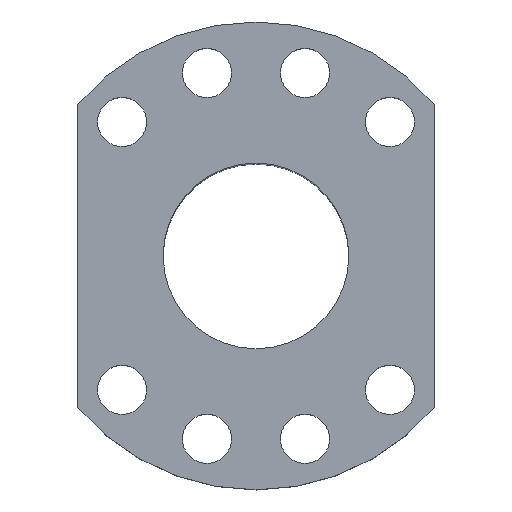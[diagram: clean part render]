
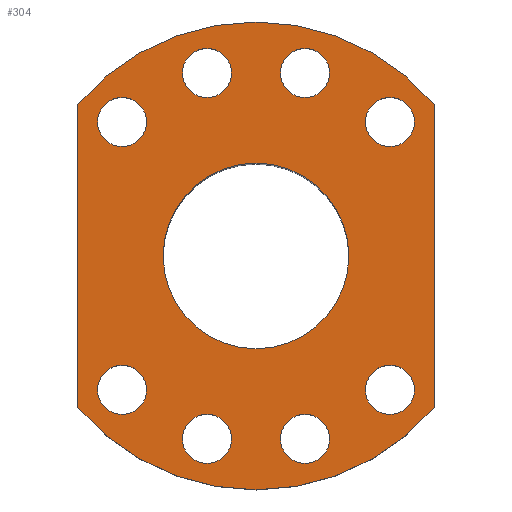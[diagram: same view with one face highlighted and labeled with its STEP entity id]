
A CAD part, top view. The second image highlights one B-rep face of the part: STEP entity #304.
In plain terms, the highlighted planar face has unit normal (0, 0, 1).
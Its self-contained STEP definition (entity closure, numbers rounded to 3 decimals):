
#16=LINE('',#484,#24);
#22=LINE('',#496,#30);
#24=VECTOR('',#395,10.);
#30=VECTOR('',#403,10.);
#35=PLANE('',#365);
#56=FACE_BOUND('',#119,.T.);
#57=FACE_BOUND('',#120,.T.);
#58=FACE_BOUND('',#121,.T.);
#59=FACE_BOUND('',#122,.T.);
#60=FACE_BOUND('',#123,.T.);
#61=FACE_BOUND('',#124,.T.);
#62=FACE_BOUND('',#125,.T.);
#63=FACE_BOUND('',#126,.T.);
#64=FACE_BOUND('',#127,.T.);
#81=FACE_OUTER_BOUND('',#118,.T.);
#118=EDGE_LOOP('',(#263,#264,#265,#266));
#119=EDGE_LOOP('',(#267));
#120=EDGE_LOOP('',(#268));
#121=EDGE_LOOP('',(#269));
#122=EDGE_LOOP('',(#270));
#123=EDGE_LOOP('',(#271));
#124=EDGE_LOOP('',(#272));
#125=EDGE_LOOP('',(#273));
#126=EDGE_LOOP('',(#274));
#127=EDGE_LOOP('',(#275));
#129=CIRCLE('',#327,3.3);
#131=CIRCLE('',#330,3.3);
#133=CIRCLE('',#333,3.3);
#135=CIRCLE('',#336,3.3);
#137=CIRCLE('',#341,3.3);
#139=CIRCLE('',#344,3.3);
#141=CIRCLE('',#347,3.3);
#143=CIRCLE('',#350,3.3);
#144=CIRCLE('',#352,31.5);
#147=CIRCLE('',#356,31.5);
#151=CIRCLE('',#364,12.5);
#153=VERTEX_POINT('',#462);
#155=VERTEX_POINT('',#467);
#157=VERTEX_POINT('',#472);
#159=VERTEX_POINT('',#477);
#160=VERTEX_POINT('',#480);
#162=VERTEX_POINT('',#483);
#165=VERTEX_POINT('',#490);
#167=VERTEX_POINT('',#494);
#169=VERTEX_POINT('',#500);
#171=VERTEX_POINT('',#505);
#173=VERTEX_POINT('',#510);
#175=VERTEX_POINT('',#515);
#179=VERTEX_POINT('',#533);
#181=EDGE_CURVE('',#153,#153,#129,.T.);
#183=EDGE_CURVE('',#155,#155,#131,.T.);
#185=EDGE_CURVE('',#157,#157,#133,.T.);
#187=EDGE_CURVE('',#159,#159,#135,.T.);
#189=EDGE_CURVE('',#162,#160,#16,.T.);
#195=EDGE_CURVE('',#165,#167,#22,.T.);
#197=EDGE_CURVE('',#169,#169,#137,.T.);
#199=EDGE_CURVE('',#171,#171,#139,.T.);
#201=EDGE_CURVE('',#173,#173,#141,.T.);
#203=EDGE_CURVE('',#175,#175,#143,.T.);
#204=EDGE_CURVE('',#167,#162,#144,.T.);
#207=EDGE_CURVE('',#160,#165,#147,.T.);
#211=EDGE_CURVE('',#179,#179,#151,.T.);
#263=ORIENTED_EDGE('',*,*,#189,.T.);
#264=ORIENTED_EDGE('',*,*,#207,.T.);
#265=ORIENTED_EDGE('',*,*,#195,.T.);
#266=ORIENTED_EDGE('',*,*,#204,.T.);
#267=ORIENTED_EDGE('',*,*,#181,.T.);
#268=ORIENTED_EDGE('',*,*,#183,.T.);
#269=ORIENTED_EDGE('',*,*,#185,.T.);
#270=ORIENTED_EDGE('',*,*,#187,.T.);
#271=ORIENTED_EDGE('',*,*,#197,.T.);
#272=ORIENTED_EDGE('',*,*,#199,.T.);
#273=ORIENTED_EDGE('',*,*,#201,.T.);
#274=ORIENTED_EDGE('',*,*,#203,.T.);
#275=ORIENTED_EDGE('',*,*,#211,.T.);
#304=ADVANCED_FACE('',(#81,#56,#57,#58,#59,#60,#61,#62,#63,#64),#35,.T.);
#327=AXIS2_PLACEMENT_3D('',#463,#372,#373);
#330=AXIS2_PLACEMENT_3D('',#468,#378,#379);
#333=AXIS2_PLACEMENT_3D('',#473,#384,#385);
#336=AXIS2_PLACEMENT_3D('',#478,#390,#391);
#341=AXIS2_PLACEMENT_3D('',#501,#408,#409);
#344=AXIS2_PLACEMENT_3D('',#506,#414,#415);
#347=AXIS2_PLACEMENT_3D('',#511,#420,#421);
#350=AXIS2_PLACEMENT_3D('',#516,#426,#427);
#352=AXIS2_PLACEMENT_3D('',#518,#430,#431);
#356=AXIS2_PLACEMENT_3D('',#522,#438,#439);
#364=AXIS2_PLACEMENT_3D('',#534,#454,#455);
#365=AXIS2_PLACEMENT_3D('',#535,#456,#457);
#372=DIRECTION('center_axis',(0.,0.,-1.));
#373=DIRECTION('ref_axis',(-1.,0.,0.));
#378=DIRECTION('center_axis',(0.,0.,-1.));
#379=DIRECTION('ref_axis',(-1.,0.,0.));
#384=DIRECTION('center_axis',(0.,0.,-1.));
#385=DIRECTION('ref_axis',(-1.,0.,0.));
#390=DIRECTION('center_axis',(0.,0.,-1.));
#391=DIRECTION('ref_axis',(-1.,0.,0.));
#395=DIRECTION('',(0.,-1.,0.));
#403=DIRECTION('',(0.,1.,0.));
#408=DIRECTION('center_axis',(0.,0.,-1.));
#409=DIRECTION('ref_axis',(-1.,0.,0.));
#414=DIRECTION('center_axis',(0.,0.,-1.));
#415=DIRECTION('ref_axis',(-1.,0.,0.));
#420=DIRECTION('center_axis',(0.,0.,-1.));
#421=DIRECTION('ref_axis',(-1.,0.,0.));
#426=DIRECTION('center_axis',(0.,0.,-1.));
#427=DIRECTION('ref_axis',(-1.,0.,0.));
#430=DIRECTION('center_axis',(0.,0.,1.));
#431=DIRECTION('ref_axis',(-1.,0.,0.));
#438=DIRECTION('center_axis',(0.,0.,1.));
#439=DIRECTION('ref_axis',(-1.,0.,0.));
#454=DIRECTION('center_axis',(0.,0.,-1.));
#455=DIRECTION('ref_axis',(-1.,0.,0.));
#456=DIRECTION('center_axis',(0.,0.,1.));
#457=DIRECTION('ref_axis',(1.,0.,0.));
#462=CARTESIAN_POINT('',(9.9,-24.631,12.));
#463=CARTESIAN_POINT('Origin',(6.6,-24.631,12.));
#467=CARTESIAN_POINT('',(-14.731,-18.031,12.));
#468=CARTESIAN_POINT('Origin',(-18.031,-18.031,12.));
#472=CARTESIAN_POINT('',(-3.3,24.631,12.));
#473=CARTESIAN_POINT('Origin',(-6.6,24.631,12.));
#477=CARTESIAN_POINT('',(21.331,18.031,12.));
#478=CARTESIAN_POINT('Origin',(18.031,18.031,12.));
#480=CARTESIAN_POINT('',(-24.,-20.402,12.));
#483=CARTESIAN_POINT('',(-24.,20.402,12.));
#484=CARTESIAN_POINT('',(-24.,-44.785,12.));
#490=CARTESIAN_POINT('',(24.,-20.402,12.));
#494=CARTESIAN_POINT('',(24.,20.402,12.));
#496=CARTESIAN_POINT('',(24.,44.785,12.));
#500=CARTESIAN_POINT('',(9.9,24.631,12.));
#501=CARTESIAN_POINT('Origin',(6.6,24.631,12.));
#505=CARTESIAN_POINT('',(-14.731,18.031,12.));
#506=CARTESIAN_POINT('Origin',(-18.031,18.031,12.));
#510=CARTESIAN_POINT('',(-3.3,-24.631,12.));
#511=CARTESIAN_POINT('Origin',(-6.6,-24.631,12.));
#515=CARTESIAN_POINT('',(21.331,-18.031,12.));
#516=CARTESIAN_POINT('Origin',(18.031,-18.031,12.));
#518=CARTESIAN_POINT('Origin',(0.,0.,12.));
#522=CARTESIAN_POINT('Origin',(0.,0.,12.));
#533=CARTESIAN_POINT('',(12.5,0.,12.));
#534=CARTESIAN_POINT('Origin',(0.,0.,12.));
#535=CARTESIAN_POINT('Origin',(0.,0.,
12.));
